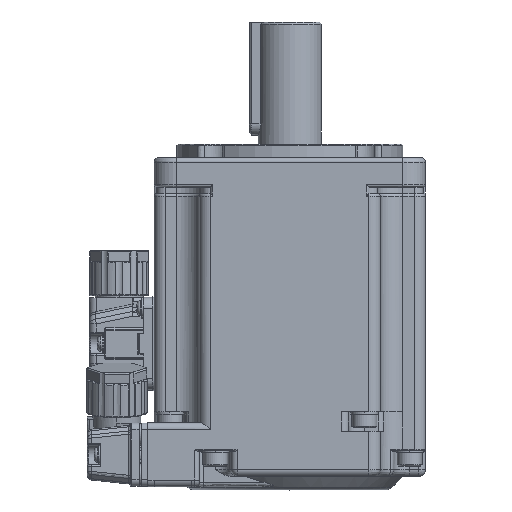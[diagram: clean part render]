
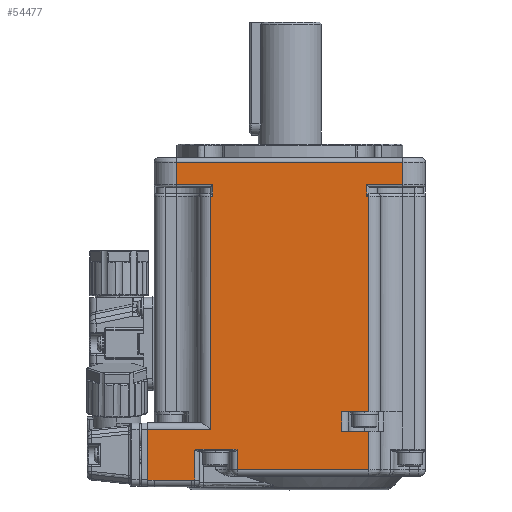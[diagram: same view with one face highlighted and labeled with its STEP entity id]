
A CAD part, left-side view. The second image highlights one B-rep face of the part: STEP entity #54477.
In plain terms, the highlighted planar face has unit normal (-1, 0, 0).
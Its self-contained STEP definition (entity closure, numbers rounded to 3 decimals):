
#2244=CARTESIAN_POINT('',(-180.,17.5,-103.7));
#2245=VERTEX_POINT('',#2244);
#2258=CARTESIAN_POINT('',(-180.,31.45,-103.7));
#2259=VERTEX_POINT('',#2258);
#2267=CARTESIAN_POINT('',(-180.,17.5,-103.7));
#2268=DIRECTION('',(0.,1.,0.));
#2269=VECTOR('',#2268,13.95);
#2270=LINE('',#2267,#2269);
#2271=EDGE_CURVE('',#2245,#2259,#2270,.T.);
#2285=CARTESIAN_POINT('',(-180.,21.,-114.9));
#2286=VERTEX_POINT('',#2285);
#2293=CARTESIAN_POINT('',(-180.,21.715,-114.9));
#2294=VERTEX_POINT('',#2293);
#2295=CARTESIAN_POINT('',(-180.,21.715,-114.9));
#2296=DIRECTION('',(0.,-1.,0.));
#2297=VECTOR('',#2296,0.715);
#2298=LINE('',#2295,#2297);
#2299=EDGE_CURVE('',#2294,#2286,#2298,.T.);
#2345=CARTESIAN_POINT('',(-180.,12.598,-108.1));
#2346=VERTEX_POINT('',#2345);
#2358=CARTESIAN_POINT('',(-180.,20.108,-108.1));
#2359=VERTEX_POINT('',#2358);
#2360=CARTESIAN_POINT('',(-180.,20.108,-108.1));
#2361=DIRECTION('',(0.,-1.,0.));
#2362=VECTOR('',#2361,7.51);
#2363=LINE('',#2360,#2362);
#2364=EDGE_CURVE('',#2359,#2346,#2363,.T.);
#2385=CARTESIAN_POINT('',(-180.,11.5,-112.6));
#2386=VERTEX_POINT('',#2385);
#2395=CARTESIAN_POINT('',(-180.,-17.5,-112.6));
#2396=VERTEX_POINT('',#2395);
#2404=CARTESIAN_POINT('',(-180.,11.5,-112.6));
#2405=DIRECTION('',(0.,-1.,0.));
#2406=VECTOR('',#2405,29.);
#2407=LINE('',#2404,#2406);
#2408=EDGE_CURVE('',#2386,#2396,#2407,.T.);
#2420=CARTESIAN_POINT('',(-180.,-17.5,-104.1));
#2421=VERTEX_POINT('',#2420);
#2429=CARTESIAN_POINT('',(-180.,-17.5,-112.6));
#2430=DIRECTION('',(0.,0.,1.));
#2431=VECTOR('',#2430,8.5);
#2432=LINE('',#2429,#2431);
#2433=EDGE_CURVE('',#2396,#2421,#2432,.T.);
#2494=CARTESIAN_POINT('',(-180.,-11.5,-104.1));
#2495=VERTEX_POINT('',#2494);
#2503=CARTESIAN_POINT('',(-180.,-17.5,-104.1));
#2504=DIRECTION('',(0.,1.,0.));
#2505=VECTOR('',#2504,6.);
#2506=LINE('',#2503,#2505);
#2507=EDGE_CURVE('',#2421,#2495,#2506,.T.);
#2541=CARTESIAN_POINT('',(-180.,-11.5,-99.8));
#2542=VERTEX_POINT('',#2541);
#2550=CARTESIAN_POINT('',(-180.,-11.5,-104.1));
#2551=DIRECTION('',(0.,0.,1.));
#2552=VECTOR('',#2551,4.3);
#2553=LINE('',#2550,#2552);
#2554=EDGE_CURVE('',#2495,#2542,#2553,.T.);
#2573=CARTESIAN_POINT('',(-180.,-17.5,-99.8));
#2574=VERTEX_POINT('',#2573);
#2582=CARTESIAN_POINT('',(-180.,-11.5,-99.8));
#2583=DIRECTION('',(0.,-1.,0.));
#2584=VECTOR('',#2583,6.);
#2585=LINE('',#2582,#2584);
#2586=EDGE_CURVE('',#2542,#2574,#2585,.T.);
#3680=CARTESIAN_POINT('',(-180.,31.45,-114.9));
#3681=VERTEX_POINT('',#3680);
#3689=CARTESIAN_POINT('',(-180.,31.45,-103.7));
#3690=DIRECTION('',(0.,0.,-1.));
#3691=VECTOR('',#3690,11.2);
#3692=LINE('',#3689,#3691);
#3693=EDGE_CURVE('',#2259,#3681,#3692,.T.);
#4386=CARTESIAN_POINT('',(-180.,30.,-114.9));
#4387=VERTEX_POINT('',#4386);
#4394=CARTESIAN_POINT('',(-180.,31.45,-114.9));
#4395=DIRECTION('',(0.,-1.,0.));
#4396=VECTOR('',#4395,1.45);
#4397=LINE('',#4394,#4396);
#4398=EDGE_CURVE('',#3681,#4387,#4397,.T.);
#5412=CARTESIAN_POINT('',(-180.,30.,-114.9));
#5413=DIRECTION('',(0.,-1.,0.));
#5414=VECTOR('',#5413,8.285);
#5415=LINE('',#5412,#5414);
#5416=EDGE_CURVE('',#4387,#2294,#5415,.T.);
#21088=CARTESIAN_POINT('',(-180.,11.5,-108.3));
#21089=VERTEX_POINT('',#21088);
#21106=CARTESIAN_POINT('',(-180.,12.598,-108.1));
#21107=CARTESIAN_POINT('',(-180.,12.365,-108.1));
#21108=CARTESIAN_POINT('',(-180.,11.542,-108.25));
#21109=CARTESIAN_POINT('',(-180.,11.5,-108.3));
#21110=B_SPLINE_CURVE_WITH_KNOTS('',3,(#21106,#21107,#21108,#21109),.UNSPECIFIED.,.F.,.U.,(4,4),(0.,1.),.UNSPECIFIED.);
#21111=EDGE_CURVE('',#2346,#21089,#21110,.T.);
#22575=CARTESIAN_POINT('',(-180.,21.,-108.3));
#22576=VERTEX_POINT('',#22575);
#22590=CARTESIAN_POINT('',(-180.,21.,-114.9));
#22591=DIRECTION('',(0.,0.,1.));
#22592=VECTOR('',#22591,6.6);
#22593=LINE('',#22590,#22592);
#22594=EDGE_CURVE('',#2286,#22576,#22593,.T.);
#22789=CARTESIAN_POINT('',(-180.,21.,-108.3));
#22790=CARTESIAN_POINT('',(-180.,20.96,-108.25));
#22791=CARTESIAN_POINT('',(-180.,20.291,-108.1));
#22792=CARTESIAN_POINT('',(-180.,20.108,-108.1));
#22793=B_SPLINE_CURVE_WITH_KNOTS('',3,(#22789,#22790,#22791,#22792),.UNSPECIFIED.,.F.,.U.,(4,4),(0.,1.),.UNSPECIFIED.);
#22794=EDGE_CURVE('',#22576,#2359,#22793,.T.);
#22830=CARTESIAN_POINT('',(-180.,11.5,-108.3));
#22831=DIRECTION('',(0.,0.,-1.));
#22832=VECTOR('',#22831,4.3);
#22833=LINE('',#22830,#22832);
#22834=EDGE_CURVE('',#21089,#2386,#22833,.T.);
#54357=CARTESIAN_POINT('',(-180.,17.5,-52.1));
#54358=VERTEX_POINT('',#54357);
#54359=CARTESIAN_POINT('',(-180.,17.5,-103.7));
#54360=DIRECTION('',(0.,0.,1.));
#54361=VECTOR('',#54360,51.6);
#54362=LINE('',#54359,#54361);
#54363=EDGE_CURVE('',#2245,#54358,#54362,.T.);
#54376=CARTESIAN_POINT('',(-180.,3.225,-79.75));
#54377=DIRECTION('',(0.,1.,0.));
#54378=DIRECTION('',(-1.,0.,0.));
#54379=AXIS2_PLACEMENT_3D('',#54376,#54378,#54377);
#54380=PLANE('',#54379);
#54381=CARTESIAN_POINT('',(-180.,17.,-49.6));
#54382=VERTEX_POINT('',#54381);
#54383=CARTESIAN_POINT('',(-180.,17.,-52.1));
#54384=VERTEX_POINT('',#54383);
#54385=CARTESIAN_POINT('',(-180.,17.,-49.6));
#54386=DIRECTION('',(0.,0.,-1.));
#54387=VECTOR('',#54386,2.5);
#54388=LINE('',#54385,#54387);
#54389=EDGE_CURVE('',#54382,#54384,#54388,.T.);
#54390=ORIENTED_EDGE('',*,*,#54389,.T.);
#54391=CARTESIAN_POINT('',(-180.,17.,-52.1));
#54392=DIRECTION('',(0.,1.,0.));
#54393=VECTOR('',#54392,0.5);
#54394=LINE('',#54391,#54393);
#54395=EDGE_CURVE('',#54384,#54358,#54394,.T.);
#54396=ORIENTED_EDGE('',*,*,#54395,.T.);
#54397=ORIENTED_EDGE('',*,*,#54363,.F.);
#54398=ORIENTED_EDGE('',*,*,#2271,.T.);
#54399=ORIENTED_EDGE('',*,*,#3693,.T.);
#54400=ORIENTED_EDGE('',*,*,#4398,.T.);
#54401=ORIENTED_EDGE('',*,*,#5416,.T.);
#54402=ORIENTED_EDGE('',*,*,#2299,.T.);
#54403=ORIENTED_EDGE('',*,*,#22594,.T.);
#54404=ORIENTED_EDGE('',*,*,#22794,.T.);
#54405=ORIENTED_EDGE('',*,*,#2364,.T.);
#54406=ORIENTED_EDGE('',*,*,#21111,.T.);
#54407=ORIENTED_EDGE('',*,*,#22834,.T.);
#54408=ORIENTED_EDGE('',*,*,#2408,.T.);
#54409=ORIENTED_EDGE('',*,*,#2433,.T.);
#54410=ORIENTED_EDGE('',*,*,#2507,.T.);
#54411=ORIENTED_EDGE('',*,*,#2554,.T.);
#54412=ORIENTED_EDGE('',*,*,#2586,.T.);
#54413=CARTESIAN_POINT('',(-180.,-17.5,-52.1));
#54414=VERTEX_POINT('',#54413);
#54415=CARTESIAN_POINT('',(-180.,-17.5,-99.8));
#54416=DIRECTION('',(0.,0.,1.));
#54417=VECTOR('',#54416,47.7);
#54418=LINE('',#54415,#54417);
#54419=EDGE_CURVE('',#2574,#54414,#54418,.T.);
#54420=ORIENTED_EDGE('',*,*,#54419,.T.);
#54421=CARTESIAN_POINT('',(-180.,-17.,-52.1));
#54422=VERTEX_POINT('',#54421);
#54423=CARTESIAN_POINT('',(-180.,-17.5,-52.1));
#54424=DIRECTION('',(0.,1.,0.));
#54425=VECTOR('',#54424,0.5);
#54426=LINE('',#54423,#54425);
#54427=EDGE_CURVE('',#54414,#54422,#54426,.T.);
#54428=ORIENTED_EDGE('',*,*,#54427,.T.);
#54429=CARTESIAN_POINT('',(-180.,-17.,-49.6));
#54430=VERTEX_POINT('',#54429);
#54431=CARTESIAN_POINT('',(-180.,-17.,-52.1));
#54432=DIRECTION('',(0.,0.,1.));
#54433=VECTOR('',#54432,2.5);
#54434=LINE('',#54431,#54433);
#54435=EDGE_CURVE('',#54422,#54430,#54434,.T.);
#54436=ORIENTED_EDGE('',*,*,#54435,.T.);
#54437=CARTESIAN_POINT('',(-180.,-25.,-49.6));
#54438=VERTEX_POINT('',#54437);
#54439=CARTESIAN_POINT('',(-180.,-17.,-49.6));
#54440=DIRECTION('',(0.,-1.,0.));
#54441=VECTOR('',#54440,8.);
#54442=LINE('',#54439,#54441);
#54443=EDGE_CURVE('',#54430,#54438,#54442,.T.);
#54444=ORIENTED_EDGE('',*,*,#54443,.T.);
#54445=CARTESIAN_POINT('',(-180.,-25.,-44.6));
#54446=VERTEX_POINT('',#54445);
#54447=CARTESIAN_POINT('',(-180.,-25.,-49.6));
#54448=DIRECTION('',(0.,0.,1.));
#54449=VECTOR('',#54448,5.);
#54450=LINE('',#54447,#54449);
#54451=EDGE_CURVE('',#54438,#54446,#54450,.T.);
#54452=ORIENTED_EDGE('',*,*,#54451,.T.);
#54453=CARTESIAN_POINT('',(-180.,25.,-44.6));
#54454=VERTEX_POINT('',#54453);
#54455=CARTESIAN_POINT('',(-180.,25.,-44.6));
#54456=DIRECTION('',(0.,-1.,0.));
#54457=VECTOR('',#54456,50.);
#54458=LINE('',#54455,#54457);
#54459=EDGE_CURVE('',#54454,#54446,#54458,.T.);
#54460=ORIENTED_EDGE('',*,*,#54459,.F.);
#54461=CARTESIAN_POINT('',(-180.,25.,-49.6));
#54462=VERTEX_POINT('',#54461);
#54463=CARTESIAN_POINT('',(-180.,25.,-49.6));
#54464=DIRECTION('',(0.,0.,1.));
#54465=VECTOR('',#54464,5.);
#54466=LINE('',#54463,#54465);
#54467=EDGE_CURVE('',#54462,#54454,#54466,.T.);
#54468=ORIENTED_EDGE('',*,*,#54467,.F.);
#54469=CARTESIAN_POINT('',(-180.,25.,-49.6));
#54470=DIRECTION('',(0.,-1.,0.));
#54471=VECTOR('',#54470,8.);
#54472=LINE('',#54469,#54471);
#54473=EDGE_CURVE('',#54462,#54382,#54472,.T.);
#54474=ORIENTED_EDGE('',*,*,#54473,.T.);
#54475=EDGE_LOOP('',(#54390,#54396,#54397,#54398,#54399,#54400,#54401,#54402,#54403,#54404,#54405,#54406,#54407,#54408,#54409,#54410,#54411,#54412,#54420,#54428,#54436,#54444,#54452,#54460,#54468,#54474));
#54476=FACE_OUTER_BOUND('',#54475,.T.);
#54477=ADVANCED_FACE('',(#54476),#54380,.T.);
